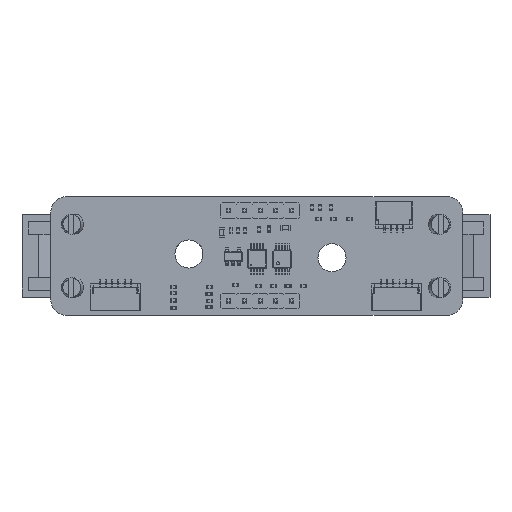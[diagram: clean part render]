
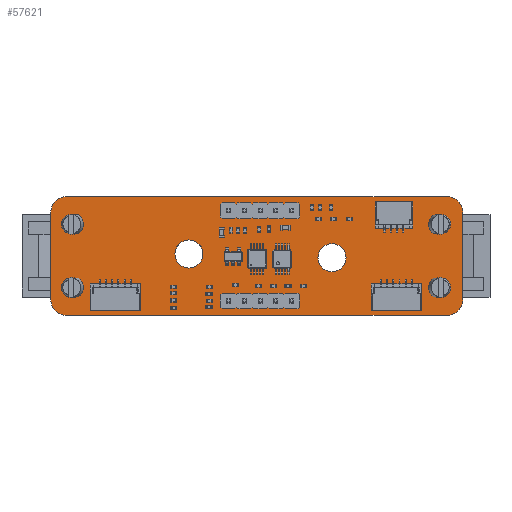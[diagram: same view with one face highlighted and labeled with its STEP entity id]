
A CAD part, top view. The second image highlights one B-rep face of the part: STEP entity #57621.
In plain terms, the highlighted planar face has unit normal (0, 0, 1).
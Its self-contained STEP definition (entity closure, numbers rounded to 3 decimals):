
#57296 = VERTEX_POINT('',#57297);
#57297 = CARTESIAN_POINT('',(165.6,-99.5,1.51));
#57303 = EDGE_CURVE('',#57296,#57304,#57306,.T.);
#57304 = VERTEX_POINT('',#57305);
#57305 = CARTESIAN_POINT('',(168.1,-102.,1.51));
#57306 = CIRCLE('',#57307,2.5);
#57307 = AXIS2_PLACEMENT_3D('',#57308,#57309,#57310);
#57308 = CARTESIAN_POINT('',(165.6,-102.,1.51));
#57309 = DIRECTION('',(0.,0.,-1.));
#57310 = DIRECTION('',(0.,1.,0.));
#57338 = VERTEX_POINT('',#57339);
#57339 = CARTESIAN_POINT('',(104.5,-99.5,1.51));
#57345 = EDGE_CURVE('',#57338,#57296,#57346,.T.);
#57346 = LINE('',#57347,#57348);
#57347 = CARTESIAN_POINT('',(104.5,-99.5,1.51));
#57348 = VECTOR('',#57349,1.);
#57349 = DIRECTION('',(1.,0.,0.));
#57367 = EDGE_CURVE('',#57304,#57368,#57370,.T.);
#57368 = VERTEX_POINT('',#57369);
#57369 = CARTESIAN_POINT('',(168.1,-116.035,1.51));
#57370 = LINE('',#57371,#57372);
#57371 = CARTESIAN_POINT('',(168.1,-102.,1.51));
#57372 = VECTOR('',#57373,1.);
#57373 = DIRECTION('',(0.,-1.,0.));
#57621 = ADVANCED_FACE('',(#57622,#57668,#57679,#57690,#57701,#57712,
    #57723,#57734,#57745,#57756,#57767,#57778,#57789,#57800,#57811,
    #57822,#57833),#57844,.T.);
#57622 = FACE_BOUND('',#57623,.T.);
#57623 = EDGE_LOOP('',(#57624,#57625,#57626,#57635,#57643,#57652,#57660,
    #57667));
#57624 = ORIENTED_EDGE('',*,*,#57303,.F.);
#57625 = ORIENTED_EDGE('',*,*,#57345,.F.);
#57626 = ORIENTED_EDGE('',*,*,#57627,.F.);
#57627 = EDGE_CURVE('',#57628,#57338,#57630,.T.);
#57628 = VERTEX_POINT('',#57629);
#57629 = CARTESIAN_POINT('',(102.,-102.,1.51));
#57630 = CIRCLE('',#57631,2.5);
#57631 = AXIS2_PLACEMENT_3D('',#57632,#57633,#57634);
#57632 = CARTESIAN_POINT('',(104.5,-102.,1.51));
#57633 = DIRECTION('',(0.,0.,-1.));
#57634 = DIRECTION('',(-1.,0.,-0.));
#57635 = ORIENTED_EDGE('',*,*,#57636,.F.);
#57636 = EDGE_CURVE('',#57637,#57628,#57639,.T.);
#57637 = VERTEX_POINT('',#57638);
#57638 = CARTESIAN_POINT('',(102.,-116.035,1.51));
#57639 = LINE('',#57640,#57641);
#57640 = CARTESIAN_POINT('',(102.,-116.035,1.51));
#57641 = VECTOR('',#57642,1.);
#57642 = DIRECTION('',(0.,1.,0.));
#57643 = ORIENTED_EDGE('',*,*,#57644,.F.);
#57644 = EDGE_CURVE('',#57645,#57637,#57647,.T.);
#57645 = VERTEX_POINT('',#57646);
#57646 = CARTESIAN_POINT('',(104.5,-118.535,1.51));
#57647 = CIRCLE('',#57648,2.5);
#57648 = AXIS2_PLACEMENT_3D('',#57649,#57650,#57651);
#57649 = CARTESIAN_POINT('',(104.5,-116.035,1.51));
#57650 = DIRECTION('',(0.,0.,-1.));
#57651 = DIRECTION('',(0.,-1.,0.));
#57652 = ORIENTED_EDGE('',*,*,#57653,.F.);
#57653 = EDGE_CURVE('',#57654,#57645,#57656,.T.);
#57654 = VERTEX_POINT('',#57655);
#57655 = CARTESIAN_POINT('',(165.6,-118.535,1.51));
#57656 = LINE('',#57657,#57658);
#57657 = CARTESIAN_POINT('',(165.6,-118.535,1.51));
#57658 = VECTOR('',#57659,1.);
#57659 = DIRECTION('',(-1.,0.,0.));
#57660 = ORIENTED_EDGE('',*,*,#57661,.F.);
#57661 = EDGE_CURVE('',#57368,#57654,#57662,.T.);
#57662 = CIRCLE('',#57663,2.5);
#57663 = AXIS2_PLACEMENT_3D('',#57664,#57665,#57666);
#57664 = CARTESIAN_POINT('',(165.6,-116.035,1.51));
#57665 = DIRECTION('',(0.,0.,-1.));
#57666 = DIRECTION('',(1.,0.,0.));
#57667 = ORIENTED_EDGE('',*,*,#57367,.F.);
#57668 = FACE_BOUND('',#57669,.T.);
#57669 = EDGE_LOOP('',(#57670));
#57670 = ORIENTED_EDGE('',*,*,#57671,.T.);
#57671 = EDGE_CURVE('',#57672,#57672,#57674,.T.);
#57672 = VERTEX_POINT('',#57673);
#57673 = CARTESIAN_POINT('',(105.468,-115.705,1.51));
#57674 = CIRCLE('',#57675,1.625);
#57675 = AXIS2_PLACEMENT_3D('',#57676,#57677,#57678);
#57676 = CARTESIAN_POINT('',(105.468,-114.08,1.51));
#57677 = DIRECTION('',(-0.,0.,-1.));
#57678 = DIRECTION('',(-0.,-1.,0.));
#57679 = FACE_BOUND('',#57680,.T.);
#57680 = EDGE_LOOP('',(#57681));
#57681 = ORIENTED_EDGE('',*,*,#57682,.T.);
#57682 = EDGE_CURVE('',#57683,#57683,#57685,.T.);
#57683 = VERTEX_POINT('',#57684);
#57684 = CARTESIAN_POINT('',(130.5,-116.75,1.51));
#57685 = CIRCLE('',#57686,0.5);
#57686 = AXIS2_PLACEMENT_3D('',#57687,#57688,#57689);
#57687 = CARTESIAN_POINT('',(130.5,-116.25,1.51));
#57688 = DIRECTION('',(-0.,0.,-1.));
#57689 = DIRECTION('',(-0.,-1.,0.));
#57690 = FACE_BOUND('',#57691,.T.);
#57691 = EDGE_LOOP('',(#57692));
#57692 = ORIENTED_EDGE('',*,*,#57693,.T.);
#57693 = EDGE_CURVE('',#57694,#57694,#57696,.T.);
#57694 = VERTEX_POINT('',#57695);
#57695 = CARTESIAN_POINT('',(133.04,-116.75,1.51));
#57696 = CIRCLE('',#57697,0.5);
#57697 = AXIS2_PLACEMENT_3D('',#57698,#57699,#57700);
#57698 = CARTESIAN_POINT('',(133.04,-116.25,1.51));
#57699 = DIRECTION('',(-0.,0.,-1.));
#57700 = DIRECTION('',(-0.,-1.,0.));
#57701 = FACE_BOUND('',#57702,.T.);
#57702 = EDGE_LOOP('',(#57703));
#57703 = ORIENTED_EDGE('',*,*,#57704,.T.);
#57704 = EDGE_CURVE('',#57705,#57705,#57707,.T.);
#57705 = VERTEX_POINT('',#57706);
#57706 = CARTESIAN_POINT('',(135.58,-116.75,1.51));
#57707 = CIRCLE('',#57708,0.5);
#57708 = AXIS2_PLACEMENT_3D('',#57709,#57710,#57711);
#57709 = CARTESIAN_POINT('',(135.58,-116.25,1.51));
#57710 = DIRECTION('',(-0.,0.,-1.));
#57711 = DIRECTION('',(-0.,-1.,0.));
#57712 = FACE_BOUND('',#57713,.T.);
#57713 = EDGE_LOOP('',(#57714));
#57714 = ORIENTED_EDGE('',*,*,#57715,.T.);
#57715 = EDGE_CURVE('',#57716,#57716,#57718,.T.);
#57716 = VERTEX_POINT('',#57717);
#57717 = CARTESIAN_POINT('',(138.12,-116.75,1.51));
#57718 = CIRCLE('',#57719,0.5);
#57719 = AXIS2_PLACEMENT_3D('',#57720,#57721,#57722);
#57720 = CARTESIAN_POINT('',(138.12,-116.25,1.51));
#57721 = DIRECTION('',(-0.,0.,-1.));
#57722 = DIRECTION('',(-0.,-1.,0.));
#57723 = FACE_BOUND('',#57724,.T.);
#57724 = EDGE_LOOP('',(#57725));
#57725 = ORIENTED_EDGE('',*,*,#57726,.T.);
#57726 = EDGE_CURVE('',#57727,#57727,#57729,.T.);
#57727 = VERTEX_POINT('',#57728);
#57728 = CARTESIAN_POINT('',(140.66,-116.75,1.51));
#57729 = CIRCLE('',#57730,0.5);
#57730 = AXIS2_PLACEMENT_3D('',#57731,#57732,#57733);
#57731 = CARTESIAN_POINT('',(140.66,-116.25,1.51));
#57732 = DIRECTION('',(-0.,0.,-1.));
#57733 = DIRECTION('',(-0.,-1.,0.));
#57734 = FACE_BOUND('',#57735,.T.);
#57735 = EDGE_LOOP('',(#57736));
#57736 = ORIENTED_EDGE('',*,*,#57737,.T.);
#57737 = EDGE_CURVE('',#57738,#57738,#57740,.T.);
#57738 = VERTEX_POINT('',#57739);
#57739 = CARTESIAN_POINT('',(164.39,-115.705,1.51));
#57740 = CIRCLE('',#57741,1.625);
#57741 = AXIS2_PLACEMENT_3D('',#57742,#57743,#57744);
#57742 = CARTESIAN_POINT('',(164.39,-114.08,1.51));
#57743 = DIRECTION('',(-0.,0.,-1.));
#57744 = DIRECTION('',(-0.,-1.,0.));
#57745 = FACE_BOUND('',#57746,.T.);
#57746 = EDGE_LOOP('',(#57747));
#57747 = ORIENTED_EDGE('',*,*,#57748,.T.);
#57748 = EDGE_CURVE('',#57749,#57749,#57751,.T.);
#57749 = VERTEX_POINT('',#57750);
#57750 = CARTESIAN_POINT('',(147.125,-111.55,1.51));
#57751 = CIRCLE('',#57752,2.25);
#57752 = AXIS2_PLACEMENT_3D('',#57753,#57754,#57755);
#57753 = CARTESIAN_POINT('',(147.125,-109.3,1.51));
#57754 = DIRECTION('',(-0.,0.,-1.));
#57755 = DIRECTION('',(-0.,-1.,0.));
#57756 = FACE_BOUND('',#57757,.T.);
#57757 = EDGE_LOOP('',(#57758));
#57758 = ORIENTED_EDGE('',*,*,#57759,.T.);
#57759 = EDGE_CURVE('',#57760,#57760,#57762,.T.);
#57760 = VERTEX_POINT('',#57761);
#57761 = CARTESIAN_POINT('',(124.165,-110.948,1.51));
#57762 = CIRCLE('',#57763,2.25);
#57763 = AXIS2_PLACEMENT_3D('',#57764,#57765,#57766);
#57764 = CARTESIAN_POINT('',(124.165,-108.698,1.51));
#57765 = DIRECTION('',(-0.,0.,-1.));
#57766 = DIRECTION('',(-0.,-1.,0.));
#57767 = FACE_BOUND('',#57768,.T.);
#57768 = EDGE_LOOP('',(#57769));
#57769 = ORIENTED_EDGE('',*,*,#57770,.T.);
#57770 = EDGE_CURVE('',#57771,#57771,#57773,.T.);
#57771 = VERTEX_POINT('',#57772);
#57772 = CARTESIAN_POINT('',(105.468,-105.545,1.51));
#57773 = CIRCLE('',#57774,1.625);
#57774 = AXIS2_PLACEMENT_3D('',#57775,#57776,#57777);
#57775 = CARTESIAN_POINT('',(105.468,-103.92,1.51));
#57776 = DIRECTION('',(-0.,0.,-1.));
#57777 = DIRECTION('',(-0.,-1.,0.));
#57778 = FACE_BOUND('',#57779,.T.);
#57779 = EDGE_LOOP('',(#57780));
#57780 = ORIENTED_EDGE('',*,*,#57781,.T.);
#57781 = EDGE_CURVE('',#57782,#57782,#57784,.T.);
#57782 = VERTEX_POINT('',#57783);
#57783 = CARTESIAN_POINT('',(130.5,-102.25,1.51));
#57784 = CIRCLE('',#57785,0.5);
#57785 = AXIS2_PLACEMENT_3D('',#57786,#57787,#57788);
#57786 = CARTESIAN_POINT('',(130.5,-101.75,1.51));
#57787 = DIRECTION('',(-0.,0.,-1.));
#57788 = DIRECTION('',(-0.,-1.,0.));
#57789 = FACE_BOUND('',#57790,.T.);
#57790 = EDGE_LOOP('',(#57791));
#57791 = ORIENTED_EDGE('',*,*,#57792,.T.);
#57792 = EDGE_CURVE('',#57793,#57793,#57795,.T.);
#57793 = VERTEX_POINT('',#57794);
#57794 = CARTESIAN_POINT('',(133.04,-102.25,1.51));
#57795 = CIRCLE('',#57796,0.5);
#57796 = AXIS2_PLACEMENT_3D('',#57797,#57798,#57799);
#57797 = CARTESIAN_POINT('',(133.04,-101.75,1.51));
#57798 = DIRECTION('',(-0.,0.,-1.));
#57799 = DIRECTION('',(-0.,-1.,0.));
#57800 = FACE_BOUND('',#57801,.T.);
#57801 = EDGE_LOOP('',(#57802));
#57802 = ORIENTED_EDGE('',*,*,#57803,.T.);
#57803 = EDGE_CURVE('',#57804,#57804,#57806,.T.);
#57804 = VERTEX_POINT('',#57805);
#57805 = CARTESIAN_POINT('',(135.58,-102.25,1.51));
#57806 = CIRCLE('',#57807,0.5);
#57807 = AXIS2_PLACEMENT_3D('',#57808,#57809,#57810);
#57808 = CARTESIAN_POINT('',(135.58,-101.75,1.51));
#57809 = DIRECTION('',(-0.,0.,-1.));
#57810 = DIRECTION('',(-0.,-1.,0.));
#57811 = FACE_BOUND('',#57812,.T.);
#57812 = EDGE_LOOP('',(#57813));
#57813 = ORIENTED_EDGE('',*,*,#57814,.T.);
#57814 = EDGE_CURVE('',#57815,#57815,#57817,.T.);
#57815 = VERTEX_POINT('',#57816);
#57816 = CARTESIAN_POINT('',(138.12,-102.25,1.51));
#57817 = CIRCLE('',#57818,0.5);
#57818 = AXIS2_PLACEMENT_3D('',#57819,#57820,#57821);
#57819 = CARTESIAN_POINT('',(138.12,-101.75,1.51));
#57820 = DIRECTION('',(-0.,0.,-1.));
#57821 = DIRECTION('',(-0.,-1.,0.));
#57822 = FACE_BOUND('',#57823,.T.);
#57823 = EDGE_LOOP('',(#57824));
#57824 = ORIENTED_EDGE('',*,*,#57825,.T.);
#57825 = EDGE_CURVE('',#57826,#57826,#57828,.T.);
#57826 = VERTEX_POINT('',#57827);
#57827 = CARTESIAN_POINT('',(140.66,-102.25,1.51));
#57828 = CIRCLE('',#57829,0.5);
#57829 = AXIS2_PLACEMENT_3D('',#57830,#57831,#57832);
#57830 = CARTESIAN_POINT('',(140.66,-101.75,1.51));
#57831 = DIRECTION('',(-0.,0.,-1.));
#57832 = DIRECTION('',(-0.,-1.,0.));
#57833 = FACE_BOUND('',#57834,.T.);
#57834 = EDGE_LOOP('',(#57835));
#57835 = ORIENTED_EDGE('',*,*,#57836,.T.);
#57836 = EDGE_CURVE('',#57837,#57837,#57839,.T.);
#57837 = VERTEX_POINT('',#57838);
#57838 = CARTESIAN_POINT('',(164.39,-105.545,1.51));
#57839 = CIRCLE('',#57840,1.625);
#57840 = AXIS2_PLACEMENT_3D('',#57841,#57842,#57843);
#57841 = CARTESIAN_POINT('',(164.39,-103.92,1.51));
#57842 = DIRECTION('',(-0.,0.,-1.));
#57843 = DIRECTION('',(-0.,-1.,0.));
#57844 = PLANE('',#57845);
#57845 = AXIS2_PLACEMENT_3D('',#57846,#57847,#57848);
#57846 = CARTESIAN_POINT('',(0.,0.,1.51));
#57847 = DIRECTION('',(0.,0.,1.));
#57848 = DIRECTION('',(1.,0.,-0.));
